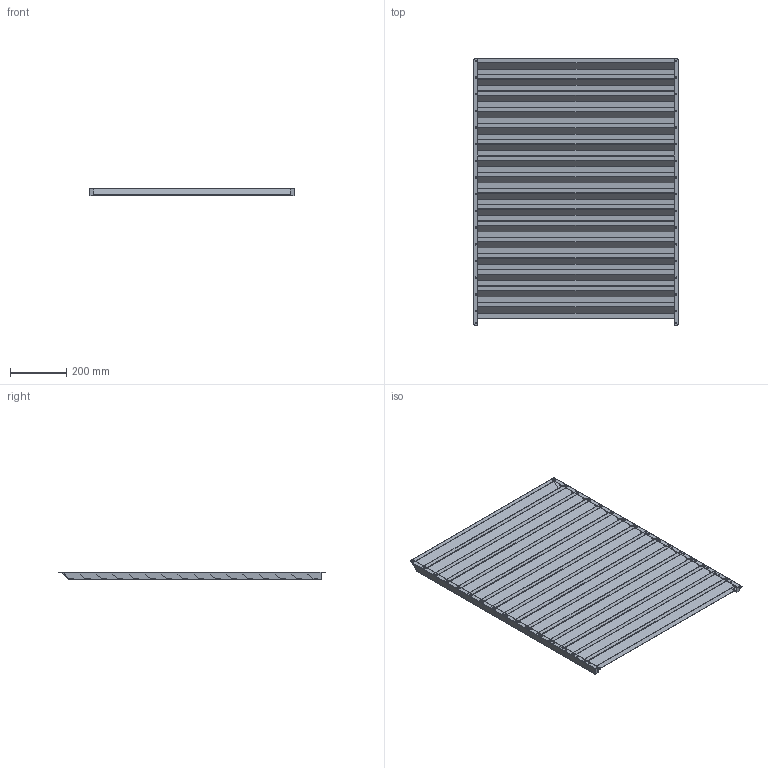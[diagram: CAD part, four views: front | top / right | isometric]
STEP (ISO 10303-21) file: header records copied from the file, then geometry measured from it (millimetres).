
FILE_DESCRIPTION (( 'STEP AP203' ), '1' );
FILE_NAME ('M4540H-LOUVRE.STEP', '2024-07-05T09:16:24', ( '' ), ( '' ), 'SwSTEP 2.0', 'SolidWorks 2023', '' );
FILE_SCHEMA (( 'CONFIG_CONTROL_DESIGN' ));
Length unit declared in the file: millimetre
Products named in the file (4): M4540H EP-1; M4540H-LOUVRE; M4540H EP-2; M4540H EP-3
Assembly tree (18 placements, depth 2):
  M4540H-LOUVRE
    M4540H EP-1  x16
    M4540H EP-2
    M4540H EP-3
Bounding box: 731.6 x 952.13 x 25.2 mm (x, y, z)
Volume: 692628.5 mm3; surface area: 1756710.8 mm2
Topology: 18 solids, 18 shells, 764 faces, 1864 edges, 1136 vertices
Faces by surface type: cylinder 412, plane 344, bspline 8
Entity records: 9422 total; most frequent: CARTESIAN_POINT 1803, DIRECTION 1510, ORIENTED_EDGE 1328, EDGE_CURVE 664, AXIS2_PLACEMENT_3D 595, VERTEX_POINT 416, EDGE_LOOP 394, CIRCLE 328
